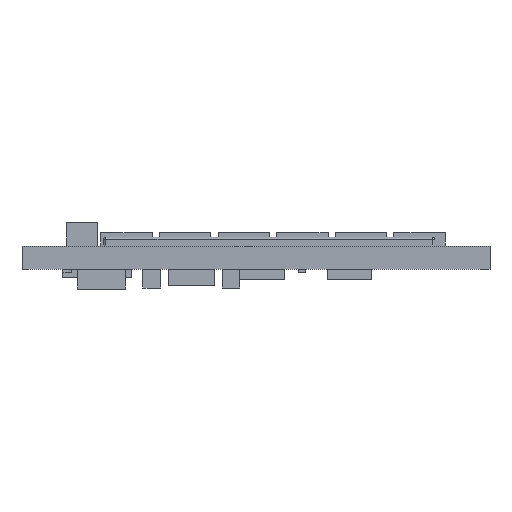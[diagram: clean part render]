
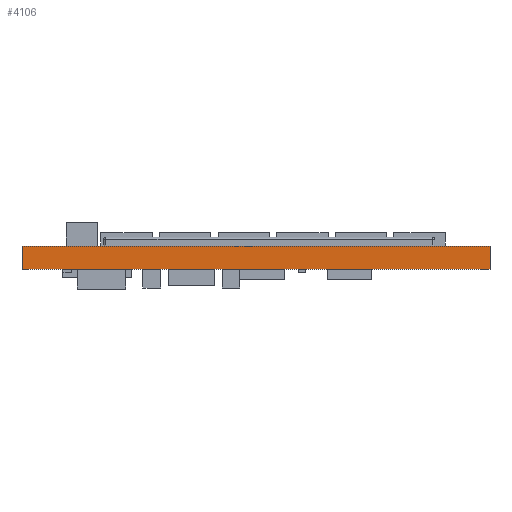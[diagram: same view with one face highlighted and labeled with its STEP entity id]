
A CAD part, left-side view. The second image highlights one B-rep face of the part: STEP entity #4106.
In plain terms, the highlighted planar face has unit normal (-1, 0, 0).
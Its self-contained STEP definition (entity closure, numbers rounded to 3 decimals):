
#164=FACE_OUTER_BOUND('',#437,.T.);
#437=EDGE_LOOP('',(#3133,#3134,#3135,#3136));
#709=LINE('',#5792,#1213);
#842=LINE('',#6101,#1346);
#959=LINE('',#6370,#1463);
#965=LINE('',#6382,#1469);
#1213=VECTOR('',#4640,42.4);
#1346=VECTOR('',#4873,42.4);
#1463=VECTOR('',#5068,2.1);
#1469=VECTOR('',#5086,2.1);
#1720=VERTEX_POINT('',#5789);
#1721=VERTEX_POINT('',#5791);
#1846=VERTEX_POINT('',#6098);
#1847=VERTEX_POINT('',#6100);
#2104=EDGE_CURVE('',#1721,#1720,#709,.T.);
#2255=EDGE_CURVE('',#1846,#1847,#842,.T.);
#2391=EDGE_CURVE('',#1721,#1846,#959,.T.);
#2397=EDGE_CURVE('',#1720,#1847,#965,.T.);
#3133=ORIENTED_EDGE('',*,*,#2104,.T.);
#3134=ORIENTED_EDGE('',*,*,#2397,.T.);
#3135=ORIENTED_EDGE('',*,*,#2255,.F.);
#3136=ORIENTED_EDGE('',*,*,#2391,.F.);
#3908=PLANE('',#4403);
#4106=ADVANCED_FACE('',(#164),#3908,.T.);
#4403=AXIS2_PLACEMENT_3D('',#6381,#5084,#5085);
#4640=DIRECTION('',(0.,-1.,0.));
#4873=DIRECTION('',(0.,-1.,0.));
#5068=DIRECTION('',(0.,0.,1.));
#5084=DIRECTION('center_axis',(-1.,0.,0.));
#5085=DIRECTION('ref_axis',(0.,-1.,0.));
#5086=DIRECTION('',(0.,0.,1.));
#5789=CARTESIAN_POINT('',(-10.65,-42.4,0.));
#5791=CARTESIAN_POINT('',(-10.65,0.,0.));
#5792=CARTESIAN_POINT('',(-10.65,0.,0.));
#6098=CARTESIAN_POINT('',(-10.65,0.,2.1));
#6100=CARTESIAN_POINT('',(-10.65,-42.4,2.1));
#6101=CARTESIAN_POINT('',(-10.65,0.,2.1));
#6370=CARTESIAN_POINT('',(-10.65,0.,0.));
#6381=CARTESIAN_POINT('Origin',(-10.65,0.,0.));
#6382=CARTESIAN_POINT('',(-10.65,-42.4,0.));
